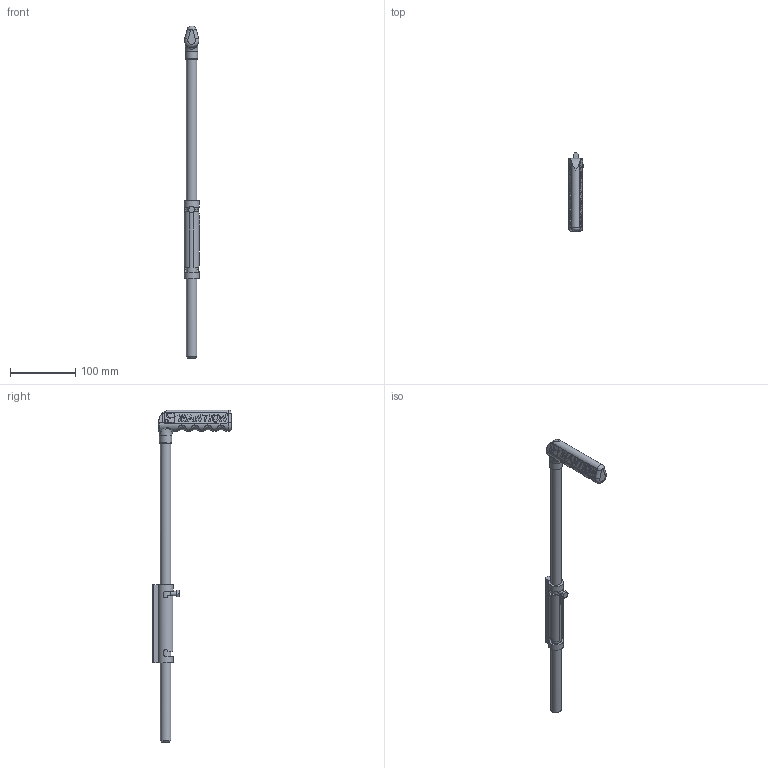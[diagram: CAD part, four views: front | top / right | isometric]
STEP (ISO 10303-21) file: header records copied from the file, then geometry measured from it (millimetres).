
FILE_DESCRIPTION(/* description */ ('Canne verrou à souder'),/* implementation_level */ '2;1');
FILE_NAME(/* name */ '1316SO.stp',/* time_stamp */ '2020-12-22T15:54:52+01:00',/* author */ ('DBARI'),/* organization */ (''),/* preprocessor_version */ 'ST-DEVELOPER v18.1',/* originating_system */ 'Autodesk Inventor 2021',/* authorisation */ '');
FILE_SCHEMA (('AUTOMOTIVE_DESIGN { 1 0 10303 214 3 1 1 }'));
Length unit declared in the file: centimetre
Products named in the file (5): 1316SO; 15313; 21322; 21378; 23594
Assembly tree (4 placements, depth 2):
  1316SO
    15313
    21322
    21378
    23594
Bounding box: 24 x 121 x 510 mm (x, y, z)
Volume: 180885.7 mm3; surface area: 64622.6 mm2
Topology: 4 solids, 4 shells, 449 faces, 1211 edges, 800 vertices
Faces by surface type: plane 248, bspline 105, cylinder 77, torus 13, cone 6
Full cylindrical faces by diameter (mm): 3 x2, 4.422 x2, 4.917 x2, 6 x7, 6.5 x1, 16 x4, 16.2 x1, 19 x1
Entity records: 20342 total; most frequent: CARTESIAN_POINT 9506, ORIENTED_EDGE 2422, DIRECTION 1817, EDGE_CURVE 1211, VERTEX_POINT 800, LINE 721, VECTOR 721, AXIS2_PLACEMENT_3D 548
